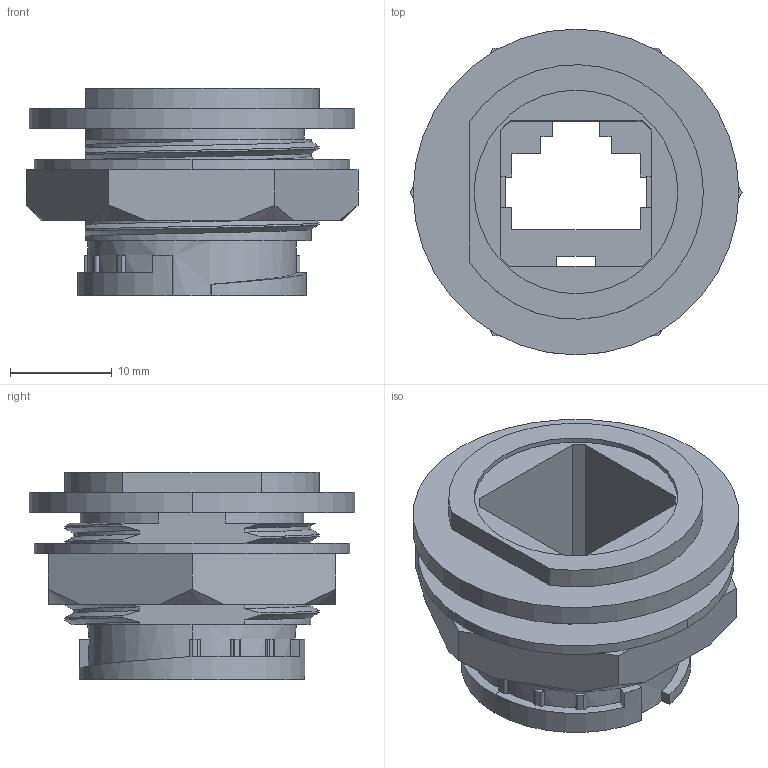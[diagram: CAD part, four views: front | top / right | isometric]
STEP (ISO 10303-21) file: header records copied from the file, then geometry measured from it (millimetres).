
FILE_DESCRIPTION (( 'STEP AP214' ), '1' );
FILE_NAME ('WP67-BHA-DC_3D.step', '2024-04-23T20:59:10', ( '' ), ( '' ), 'SwSTEP 2.0', 'SolidWorks 2022', '' );
FILE_SCHEMA (( 'AUTOMOTIVE_DESIGN' ));
Length unit declared in the file: millimetre
Products named in the file (1): WP67-BHA-DC_3D
Bounding box: 32.6 x 32 x 20.4 mm (x, y, z)
Volume: 6454 mm3; surface area: 7209.9 mm2
Topology: 3 solids, 3 shells, 194 faces, 529 edges, 347 vertices
Faces by surface type: bspline 194
Entity records: 14758 total; most frequent: CARTESIAN_POINT 10643, ORIENTED_EDGE 1058, EDGE_CURVE 529, DIRECTION 495, VERTEX_POINT 347, VECTOR 257, LINE 257, EDGE_LOOP 208
